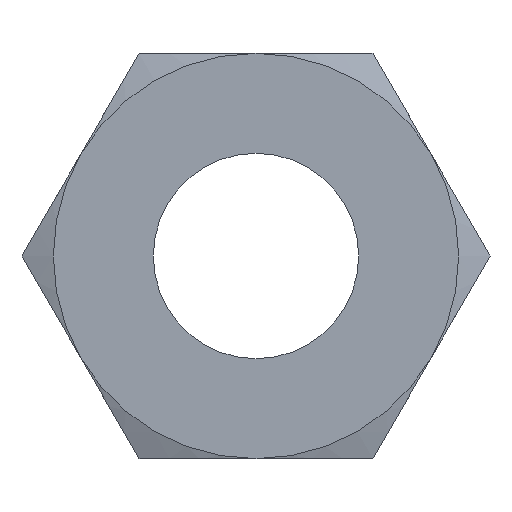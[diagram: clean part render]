
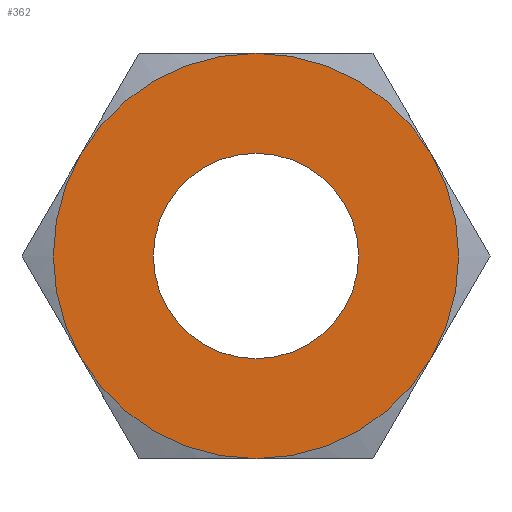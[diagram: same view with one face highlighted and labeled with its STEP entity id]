
A CAD part, front view. The second image highlights one B-rep face of the part: STEP entity #362.
In plain terms, the highlighted planar face has unit normal (0, -1, 0).
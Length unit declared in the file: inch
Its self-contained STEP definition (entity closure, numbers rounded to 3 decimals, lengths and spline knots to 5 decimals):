
#18 = EDGE_CURVE ( 'NONE', #46, #754, #89, .T. ) ;
#20 = EDGE_CURVE ( 'NONE', #233, #46, #378, .T. ) ;
#21 = DIRECTION ( 'NONE',  ( 0., 1., 0. ) ) ;
#40 = CARTESIAN_POINT ( 'NONE',  ( -0.16238, -0.07161, -0.09375 ) ) ;
#46 = VERTEX_POINT ( 'NONE', #274 ) ;
#67 = CARTESIAN_POINT ( 'NONE',  ( -0.16238, -0.07161, 0.09375 ) ) ;
#74 = AXIS2_PLACEMENT_3D ( 'NONE', #546, #190, #600 ) ;
#76 = VERTEX_POINT ( 'NONE', #344 ) ;
#87 = DIRECTION ( 'NONE',  ( 0., -1., 0. ) ) ;
#89 = CIRCLE ( 'NONE', #140, 0.1875 ) ;
#99 = CIRCLE ( 'NONE', #226, 0.1875 ) ;
#103 = CARTESIAN_POINT ( 'NONE',  ( 0., -0.07161, -0.095 ) ) ;
#121 = DIRECTION ( 'NONE',  ( 0., -1., 0. ) ) ;
#131 = PLANE ( 'NONE',  #74 ) ;
#140 = AXIS2_PLACEMENT_3D ( 'NONE', #446, #747, #388 ) ;
#142 = DIRECTION ( 'NONE',  ( 0., -1., 0. ) ) ;
#153 = ORIENTED_EDGE ( 'NONE', *, *, #368, .F. ) ;
#158 = CIRCLE ( 'NONE', #559, 0.095 ) ;
#160 = VERTEX_POINT ( 'NONE', #103 ) ;
#163 = AXIS2_PLACEMENT_3D ( 'NONE', #547, #142, #374 ) ;
#166 = DIRECTION ( 'NONE',  ( 0., 1., 0. ) ) ;
#173 = ORIENTED_EDGE ( 'NONE', *, *, #360, .F. ) ;
#186 = VERTEX_POINT ( 'NONE', #410 ) ;
#190 = DIRECTION ( 'NONE',  ( 0., 1., 0. ) ) ;
#201 = AXIS2_PLACEMENT_3D ( 'NONE', #257, #736, #376 ) ;
#202 = CIRCLE ( 'NONE', #456, 0.1875 ) ;
#225 = EDGE_CURVE ( 'NONE', #186, #76, #202, .T. ) ;
#226 = AXIS2_PLACEMENT_3D ( 'NONE', #512, #166, #521 ) ;
#233 = VERTEX_POINT ( 'NONE', #67 ) ;
#257 = CARTESIAN_POINT ( 'NONE',  ( 0., -0.07161, 0. ) ) ;
#266 = ORIENTED_EDGE ( 'NONE', *, *, #20, .F. ) ;
#274 = CARTESIAN_POINT ( 'NONE',  ( 0., -0.07161, 0.1875 ) ) ;
#284 = EDGE_LOOP ( 'NONE', ( #566, #266, #441, #173, #371, #153 ) ) ;
#312 = FACE_OUTER_BOUND ( 'NONE', #284, .T. ) ;
#322 = CARTESIAN_POINT ( 'NONE',  ( 0., -0.07161, 0. ) ) ;
#344 = CARTESIAN_POINT ( 'NONE',  ( 0.16238, -0.07161, -0.09375 ) ) ;
#348 = DIRECTION ( 'NONE',  ( 0., 0., 1. ) ) ;
#360 = EDGE_CURVE ( 'NONE', #186, #535, #620, .T. ) ;
#362 = ADVANCED_FACE ( 'NONE', ( #627, #312 ), #131, .F. ) ;
#368 = EDGE_CURVE ( 'NONE', #754, #76, #99, .T. ) ;
#371 = ORIENTED_EDGE ( 'NONE', *, *, #225, .T. ) ;
#374 = DIRECTION ( 'NONE',  ( 0., 0., -1. ) ) ;
#376 = DIRECTION ( 'NONE',  ( 0., 0., 1. ) ) ;
#378 = CIRCLE ( 'NONE', #416, 0.1875 ) ;
#388 = DIRECTION ( 'NONE',  ( 0., 0., 1. ) ) ;
#410 = CARTESIAN_POINT ( 'NONE',  ( 0., -0.07161, -0.1875 ) ) ;
#416 = AXIS2_PLACEMENT_3D ( 'NONE', #759, #526, #348 ) ;
#417 = CARTESIAN_POINT ( 'NONE',  ( 0., -0.07161, 0. ) ) ;
#439 = EDGE_CURVE ( 'NONE', #553, #160, #612, .T. ) ;
#441 = ORIENTED_EDGE ( 'NONE', *, *, #593, .F. ) ;
#446 = CARTESIAN_POINT ( 'NONE',  ( 0., -0.07161, 0. ) ) ;
#456 = AXIS2_PLACEMENT_3D ( 'NONE', #417, #121, #714 ) ;
#503 = DIRECTION ( 'NONE',  ( 0., 0., -1. ) ) ;
#507 = EDGE_CURVE ( 'NONE', #160, #553, #158, .T. ) ;
#512 = CARTESIAN_POINT ( 'NONE',  ( 0., -0.07161, 0. ) ) ;
#521 = DIRECTION ( 'NONE',  ( 0., 0., 1. ) ) ;
#526 = DIRECTION ( 'NONE',  ( 0., 1., 0. ) ) ;
#535 = VERTEX_POINT ( 'NONE', #40 ) ;
#546 = CARTESIAN_POINT ( 'NONE',  ( 0., -0.07161, 0. ) ) ;
#547 = CARTESIAN_POINT ( 'NONE',  ( 0., -0.07161, 0. ) ) ;
#553 = VERTEX_POINT ( 'NONE', #557 ) ;
#557 = CARTESIAN_POINT ( 'NONE',  ( 0., -0.07161, 0.095 ) ) ;
#559 = AXIS2_PLACEMENT_3D ( 'NONE', #322, #87, #503 ) ;
#566 = ORIENTED_EDGE ( 'NONE', *, *, #18, .F. ) ;
#571 = ORIENTED_EDGE ( 'NONE', *, *, #439, .F. ) ;
#592 = CIRCLE ( 'NONE', #201, 0.1875 ) ;
#593 = EDGE_CURVE ( 'NONE', #535, #233, #592, .T. ) ;
#598 = CARTESIAN_POINT ( 'NONE',  ( 0., -0.07161, 0. ) ) ;
#600 = DIRECTION ( 'NONE',  ( 0., 0., 1. ) ) ;
#612 = CIRCLE ( 'NONE', #163, 0.095 ) ;
#613 = ORIENTED_EDGE ( 'NONE', *, *, #507, .F. ) ;
#620 = CIRCLE ( 'NONE', #689, 0.1875 ) ;
#627 = FACE_BOUND ( 'NONE', #746, .T. ) ;
#633 = CARTESIAN_POINT ( 'NONE',  ( 0.16238, -0.07161, 0.09375 ) ) ;
#664 = DIRECTION ( 'NONE',  ( 0., 0., 1. ) ) ;
#689 = AXIS2_PLACEMENT_3D ( 'NONE', #598, #21, #664 ) ;
#714 = DIRECTION ( 'NONE',  ( 0., 0., -1. ) ) ;
#736 = DIRECTION ( 'NONE',  ( 0., 1., 0. ) ) ;
#746 = EDGE_LOOP ( 'NONE', ( #613, #571 ) ) ;
#747 = DIRECTION ( 'NONE',  ( 0., 1., 0. ) ) ;
#754 = VERTEX_POINT ( 'NONE', #633 ) ;
#759 = CARTESIAN_POINT ( 'NONE',  ( 0., -0.07161, 0. ) ) ;
